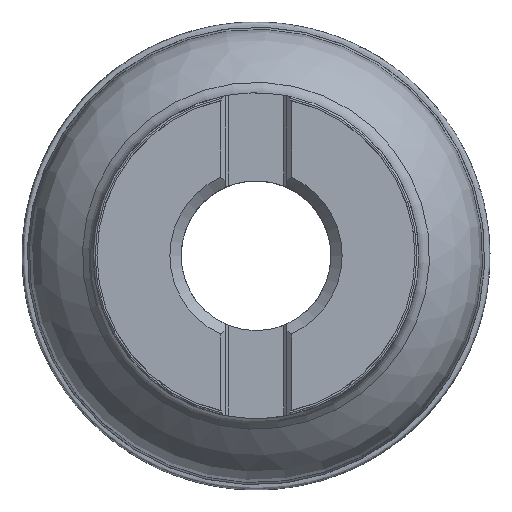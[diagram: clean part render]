
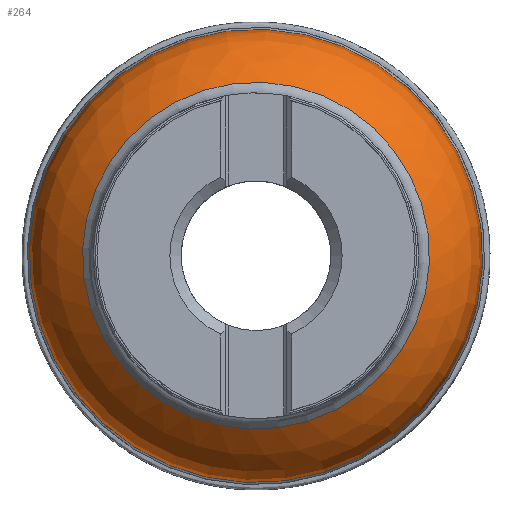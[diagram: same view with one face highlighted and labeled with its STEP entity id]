
A CAD part, top view. The second image highlights one B-rep face of the part: STEP entity #264.
In plain terms, the highlighted face is a revolution surface.
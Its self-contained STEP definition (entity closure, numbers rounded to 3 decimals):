
#98=SURFACE_OF_REVOLUTION('',#236,#99);
#99=AXIS1_PLACEMENT('',#1552,#1223);
#236=B_SPLINE_CURVE_WITH_KNOTS('',3,(#1548,#1549,#1550,#1551),
 .UNSPECIFIED.,.F.,.F.,(4,4),(0.,1.),.UNSPECIFIED.);
#264=ADVANCED_FACE('CN_SU3',(#340,#341),#98,.T.);
#340=FACE_BOUND('',#393,.T.);
#341=FACE_BOUND('',#394,.T.);
#393=EDGE_LOOP('',(#488));
#394=EDGE_LOOP('',(#489));
#488=ORIENTED_EDGE('',*,*,#710,.F.);
#489=ORIENTED_EDGE('',*,*,#736,.T.);
#637=VERTEX_POINT('',#1483);
#661=VERTEX_POINT('',#1546);
#710=EDGE_CURVE('',#637,#637,#802,.T.);
#736=EDGE_CURVE('',#661,#661,#816,.T.);
#802=CIRCLE('',#997,60.5);
#816=CIRCLE('',#1032,46.356);
#997=AXIS2_PLACEMENT_3D('',#1482,#1145,#1146);
#1032=AXIS2_PLACEMENT_3D('',#1545,#1219,#1220);
#1145=DIRECTION('',(0.,0.,-1.));
#1146=DIRECTION('',(-0.131,0.991,0.));
#1219=DIRECTION('',(0.,0.,-1.));
#1220=DIRECTION('',(-0.131,0.991,0.));
#1223=DIRECTION('',(0.,0.,-1.));
#1482=CARTESIAN_POINT('',(0.,0.,
-48.));
#1483=CARTESIAN_POINT('',(-7.921,59.979,-48.));
#1545=CARTESIAN_POINT('',(0.,0.,
-25.127));
#1546=CARTESIAN_POINT('',(-6.069,45.957,-25.127));
#1548=CARTESIAN_POINT('',(-46.356,0.,-25.127));
#1549=CARTESIAN_POINT('',(-57.487,0.,-34.471));
#1550=CARTESIAN_POINT('',(-60.5,0.,-38.804));
#1551=CARTESIAN_POINT('',(-60.5,0.,-48.));
#1552=CARTESIAN_POINT('',(0.,0.,
15.212));
